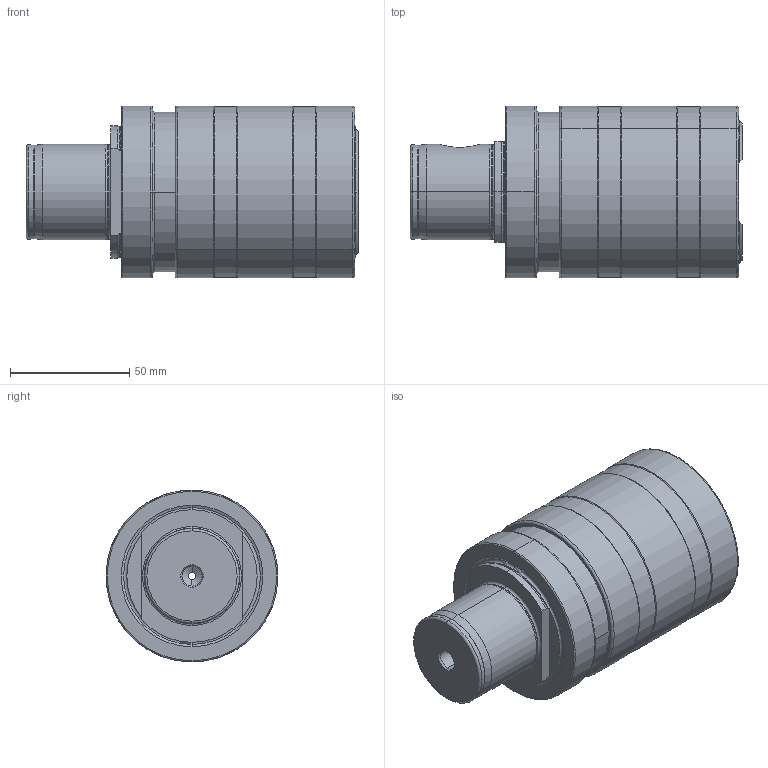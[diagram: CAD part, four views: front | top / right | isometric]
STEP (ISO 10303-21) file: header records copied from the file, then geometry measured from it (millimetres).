
FILE_DESCRIPTION (( 'STEP AP203' ), '1' );
FILE_NAME ('396.720.340_MB7-Go3.K01.099.STEP', '2012-03-05T10:27:45', ( 'baer' ), ( 'Hewlett-Packard Company' ), 'SwSTEP 2.0', 'SolidWorks 2011', '' );
FILE_SCHEMA (( 'CONFIG_CONTROL_DESIGN' ));
Length unit declared in the file: millimetre
Products named in the file (10): MB7-Go3.K01.099_B; 396.720.340_MB7-Go3.K01.099; Einbausatz Go3_gespannt; Kugel Go3; Hülse Go3; Federring innen Go3_gespannt; Federring aussen Go3_gespannt; Feder klein Go3_gespannt; Feder gross Go3_vorgespannt; Boden Go3
Assembly tree (11 placements, depth 3):
  396.720.340_MB7-Go3.K01.099
    MB7-Go3.K01.099_B
    Einbausatz Go3_gespannt
      Feder gross Go3_vorgespannt
      Hülse Go3
      Feder klein Go3_gespannt
      Boden Go3
      Kugel Go3  x3
      Federring innen Go3_gespannt
      Federring aussen Go3_gespannt
Bounding box: 139 x 72 x 72 mm (x, y, z)
Volume: 309242.3 mm3; surface area: 97711.7 mm2
Topology: 10 solids, 10 shells, 288 faces, 682 edges, 403 vertices
Faces by surface type: cylinder 87, torus 74, cone 60, plane 52, bspline 9, sphere 6
Entity records: 16058 total; most frequent: CARTESIAN_POINT 8561, DIRECTION 1444, ORIENTED_EDGE 1294, EDGE_CURVE 647, AXIS2_PLACEMENT_3D 635, VERTEX_POINT 382, CIRCLE 345, EDGE_LOOP 307
